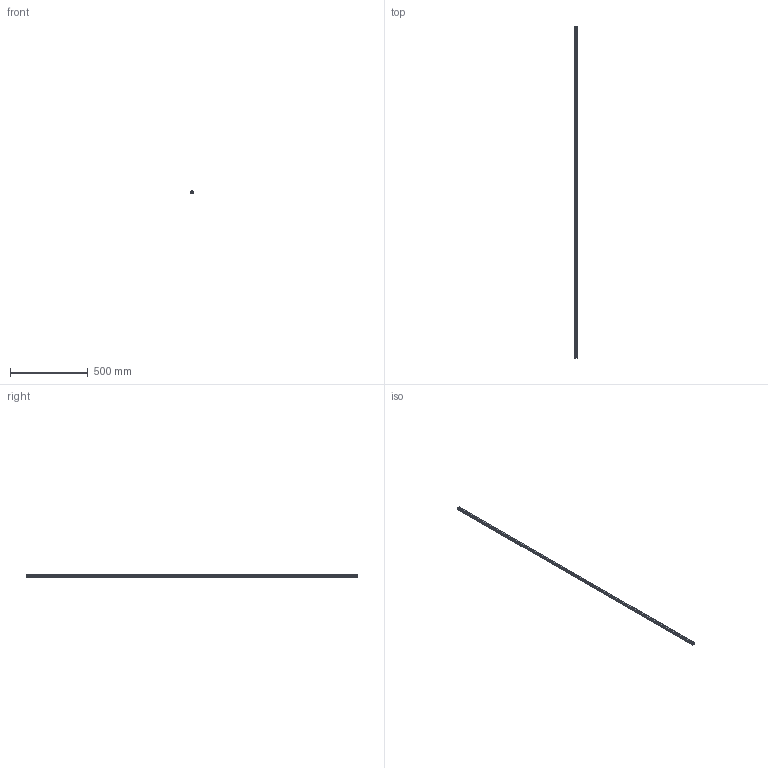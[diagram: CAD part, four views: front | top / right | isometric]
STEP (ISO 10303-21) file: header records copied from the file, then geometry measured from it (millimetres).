
FILE_DESCRIPTION(('STEP AP214'),'1');
FILE_NAME('cctmp_2F88B19F-92E0-4A99-A28A-08F3897281BA_2020_6_9_15_16_13_873..stp','2020-06-09T13:16:14',('HIWIN GmbH'),('CADClick - www.CADClick.com'),'Spatial InterOp 3D',' ','unknown authorization');
FILE_SCHEMA(('AUTOMOTIVE_DESIGN'));
Length unit declared in the file: millimetre
Products named in the file (1): HGR15R2130H_FILE
Bounding box: 15 x 2130 x 15 mm (x, y, z)
Volume: 391166.5 mm3; surface area: 142062.2 mm2
Topology: 1 solids, 1 shells, 439 faces, 975 edges, 650 vertices
Faces by surface type: cylinder 242, plane 197
Entity records: 15889 total; most frequent: DIRECTION 2339, CARTESIAN_POINT 2065, ORIENTED_EDGE 1950, EDGE_CURVE 975, AXIS2_PLACEMENT_3D 924, VERTEX_POINT 650, EDGE_LOOP 551, LINE 491
